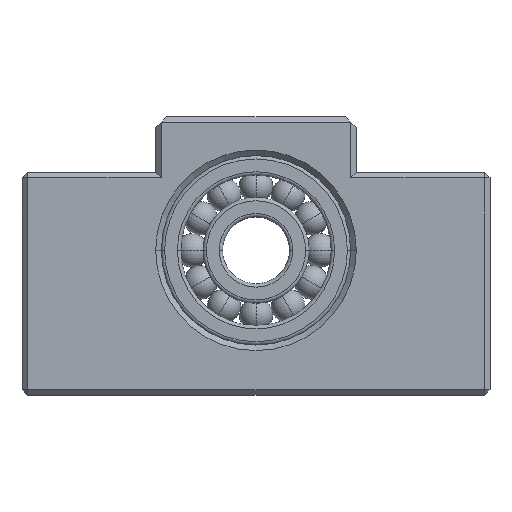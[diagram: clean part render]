
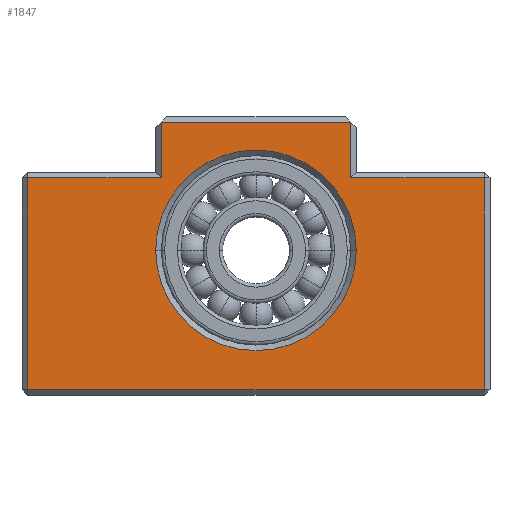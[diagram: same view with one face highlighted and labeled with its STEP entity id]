
A CAD part, top view. The second image highlights one B-rep face of the part: STEP entity #1847.
In plain terms, the highlighted planar face has unit normal (0, 0, 1).
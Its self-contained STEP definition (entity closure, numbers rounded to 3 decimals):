
#93=PLANE('',#2677);
#160=VECTOR('',#2314,1.);
#172=VECTOR('',#2341,1.);
#174=VECTOR('',#2344,1.);
#202=VECTOR('',#2402,1.);
#203=VECTOR('',#2403,1.);
#204=VECTOR('',#2404,1.);
#205=VECTOR('',#2405,1.);
#206=VECTOR('',#2406,1.);
#274=LINE('',#3115,#160);
#286=LINE('',#3143,#172);
#288=LINE('',#3148,#174);
#316=LINE('',#3208,#202);
#317=LINE('',#3210,#203);
#318=LINE('',#3212,#204);
#319=LINE('',#3214,#205);
#320=LINE('',#3216,#206);
#476=VERTEX_POINT('',#2971);
#477=VERTEX_POINT('',#2973);
#524=VERTEX_POINT('',#3109);
#526=VERTEX_POINT('',#3114);
#532=VERTEX_POINT('',#3142);
#533=VERTEX_POINT('',#3146);
#544=VERTEX_POINT('',#3209);
#545=VERTEX_POINT('',#3211);
#546=VERTEX_POINT('',#3213);
#547=VERTEX_POINT('',#3215);
#659=CIRCLE('',#2596,9.);
#689=CIRCLE('',#2676,9.);
#824=EDGE_CURVE('',#477,#476,#659,.T.);
#893=EDGE_CURVE('',#524,#526,#274,.T.);
#908=EDGE_CURVE('',#526,#532,#286,.T.);
#910=EDGE_CURVE('',#532,#533,#288,.T.);
#941=EDGE_CURVE('',#476,#477,#689,.T.);
#942=EDGE_CURVE('',#533,#544,#316,.T.);
#943=EDGE_CURVE('',#544,#545,#317,.T.);
#944=EDGE_CURVE('',#545,#546,#318,.T.);
#945=EDGE_CURVE('',#546,#547,#319,.T.);
#946=EDGE_CURVE('',#547,#524,#320,.T.);
#1426=ORIENTED_EDGE('',*,*,#824,.T.);
#1427=ORIENTED_EDGE('',*,*,#941,.T.);
#1428=ORIENTED_EDGE('',*,*,#908,.T.);
#1429=ORIENTED_EDGE('',*,*,#910,.T.);
#1430=ORIENTED_EDGE('',*,*,#942,.T.);
#1431=ORIENTED_EDGE('',*,*,#943,.T.);
#1432=ORIENTED_EDGE('',*,*,#944,.T.);
#1433=ORIENTED_EDGE('',*,*,#945,.T.);
#1434=ORIENTED_EDGE('',*,*,#946,.T.);
#1435=ORIENTED_EDGE('',*,*,#893,.T.);
#1596=EDGE_LOOP('',(#1426,#1427));
#1597=EDGE_LOOP('',(#1428,#1429,#1430,#1431,#1432,#1433,#1434,#1435));
#1726=FACE_BOUND('',#1596,.T.);
#1727=FACE_BOUND('',#1597,.T.);
#1847=ADVANCED_FACE('',(#1726,#1727),#93,.T.);
#2181=DIRECTION('',(0.,0.,-1.));
#2182=DIRECTION('',(9.,0.,0.));
#2314=DIRECTION('',(0.,1.,0.));
#2341=DIRECTION('',(-1.,0.,0.));
#2344=DIRECTION('',(0.,1.,0.));
#2399=DIRECTION('',(0.,0.,-1.));
#2400=DIRECTION('',(9.,0.,0.));
#2401=DIRECTION('',(0.,0.,1.));
#2402=DIRECTION('',(-1.,0.,0.));
#2403=DIRECTION('',(0.,-1.,0.));
#2404=DIRECTION('',(-1.,0.,0.));
#2405=DIRECTION('',(0.,-1.,0.));
#2406=DIRECTION('',(1.,0.,0.));
#2596=AXIS2_PLACEMENT_3D('',#2972,#2181,#2182);
#2676=AXIS2_PLACEMENT_3D('',#3206,#2399,#2400);
#2677=AXIS2_PLACEMENT_3D('',#3207,#2401,$);
#2971=CARTESIAN_POINT('',(-9.,13.,6.));
#2972=CARTESIAN_POINT('',(0.,13.,6.));
#2973=CARTESIAN_POINT('',(9.,13.,6.));
#3109=CARTESIAN_POINT('',(20.5,0.5,6.));
#3114=CARTESIAN_POINT('',(20.5,19.5,6.));
#3115=CARTESIAN_POINT('',(20.5,0.5,6.));
#3142=CARTESIAN_POINT('',(8.5,19.5,6.));
#3143=CARTESIAN_POINT('',(20.5,19.5,6.));
#3146=CARTESIAN_POINT('',(8.5,24.5,6.));
#3148=CARTESIAN_POINT('',(8.5,19.5,6.));
#3206=CARTESIAN_POINT('',(0.,13.,6.));
#3207=CARTESIAN_POINT('',(21.,20.,6.));
#3208=CARTESIAN_POINT('',(8.5,24.5,6.));
#3209=CARTESIAN_POINT('',(-8.5,24.5,6.));
#3210=CARTESIAN_POINT('',(-8.5,24.5,6.));
#3211=CARTESIAN_POINT('',(-8.5,19.5,6.));
#3212=CARTESIAN_POINT('',(-8.5,19.5,6.));
#3213=CARTESIAN_POINT('',(-20.5,19.5,6.));
#3214=CARTESIAN_POINT('',(-20.5,19.5,6.));
#3215=CARTESIAN_POINT('',(-20.5,0.5,6.));
#3216=CARTESIAN_POINT('',(-20.5,0.5,6.));
